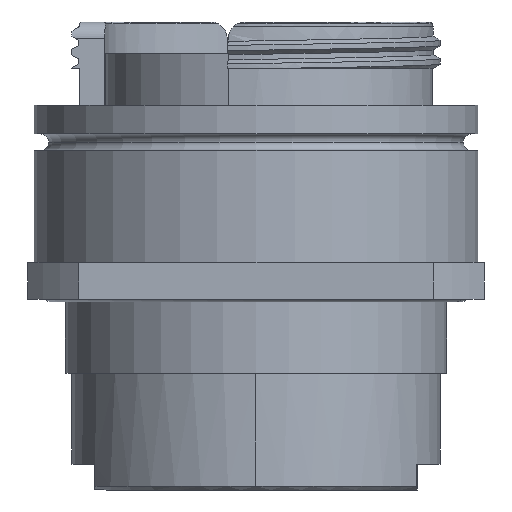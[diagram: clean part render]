
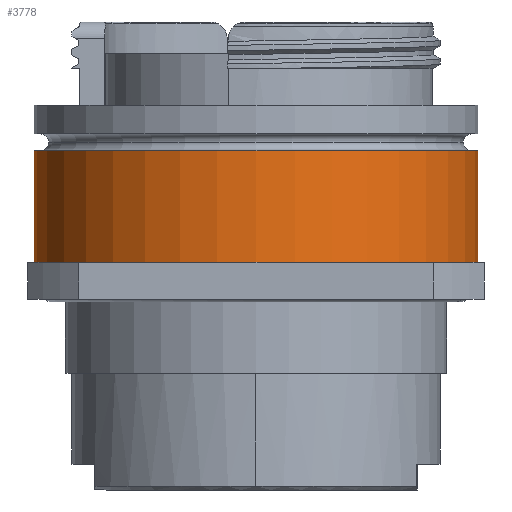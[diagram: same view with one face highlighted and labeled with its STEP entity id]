
A CAD part, left-side view. The second image highlights one B-rep face of the part: STEP entity #3778.
In plain terms, the highlighted cylindrical face has radius 30.48 mm (diameter 60.96 mm), a partial arc.
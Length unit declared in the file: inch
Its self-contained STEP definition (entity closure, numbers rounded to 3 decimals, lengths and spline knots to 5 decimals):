
#72 = DIRECTION ( 'NONE',  ( 0., 1., 0. ) ) ;
#177 = LINE ( 'NONE', #5326, #2813 ) ;
#179 = DIRECTION ( 'NONE',  ( 0., -1., 0. ) ) ;
#511 = DIRECTION ( 'NONE',  ( 0., 0., 1. ) ) ;
#748 = VERTEX_POINT ( 'NONE', #4382 ) ;
#793 = AXIS2_PLACEMENT_3D ( 'NONE', #1470, #4093, #179 ) ;
#881 = LINE ( 'NONE', #2595, #3081 ) ;
#1005 = FACE_OUTER_BOUND ( 'NONE', #4970, .T. ) ;
#1053 = DIRECTION ( 'NONE',  ( 0., 1., 0. ) ) ;
#1165 = ORIENTED_EDGE ( 'NONE', *, *, #4681, .T. ) ;
#1212 = VERTEX_POINT ( 'NONE', #1336 ) ;
#1336 = CARTESIAN_POINT ( 'NONE',  ( 0., 1.2, -0.695 ) ) ;
#1470 = CARTESIAN_POINT ( 'NONE',  ( 0., 0., -0.695 ) ) ;
#1523 = DIRECTION ( 'NONE',  ( 0., 0., 1. ) ) ;
#1776 = AXIS2_PLACEMENT_3D ( 'NONE', #2750, #3600, #1053 ) ;
#2204 = CARTESIAN_POINT ( 'NONE',  ( 0., 0., -1.3 ) ) ;
#2252 = CIRCLE ( 'NONE', #2974, 1.2 ) ;
#2421 = ORIENTED_EDGE ( 'NONE', *, *, #5331, .F. ) ;
#2423 = CIRCLE ( 'NONE', #793, 1.2 ) ;
#2533 = DIRECTION ( 'NONE',  ( 0., 0., 1. ) ) ;
#2558 = CARTESIAN_POINT ( 'NONE',  ( 0., 1.2, -1.3 ) ) ;
#2595 = CARTESIAN_POINT ( 'NONE',  ( 0., -1.2, -0.45 ) ) ;
#2713 = ORIENTED_EDGE ( 'NONE', *, *, #3716, .T. ) ;
#2750 = CARTESIAN_POINT ( 'NONE',  ( 0., 0., -0.45 ) ) ;
#2813 = VECTOR ( 'NONE', #1523, 39.37008 ) ;
#2974 = AXIS2_PLACEMENT_3D ( 'NONE', #2204, #511, #72 ) ;
#3070 = CARTESIAN_POINT ( 'NONE',  ( 0., -1.2, -0.695 ) ) ;
#3081 = VECTOR ( 'NONE', #2533, 39.37008 ) ;
#3600 = DIRECTION ( 'NONE',  ( 0., 0., 1. ) ) ;
#3716 = EDGE_CURVE ( 'NONE', #4584, #1212, #2423, .T. ) ;
#3778 = ADVANCED_FACE ( 'NONE', ( #1005 ), #4036, .T. ) ;
#4036 = CYLINDRICAL_SURFACE ( 'NONE', #1776, 1.2 ) ;
#4093 = DIRECTION ( 'NONE',  ( 0., 0., -1. ) ) ;
#4382 = CARTESIAN_POINT ( 'NONE',  ( 0., -1.2, -1.3 ) ) ;
#4584 = VERTEX_POINT ( 'NONE', #3070 ) ;
#4681 = EDGE_CURVE ( 'NONE', #5447, #748, #2252, .T. ) ;
#4970 = EDGE_LOOP ( 'NONE', ( #1165, #5172, #2713, #2421 ) ) ;
#5172 = ORIENTED_EDGE ( 'NONE', *, *, #5249, .T. ) ;
#5249 = EDGE_CURVE ( 'NONE', #748, #4584, #881, .T. ) ;
#5326 = CARTESIAN_POINT ( 'NONE',  ( 0., 1.2, -0.45 ) ) ;
#5331 = EDGE_CURVE ( 'NONE', #5447, #1212, #177, .T. ) ;
#5447 = VERTEX_POINT ( 'NONE', #2558 ) ;
